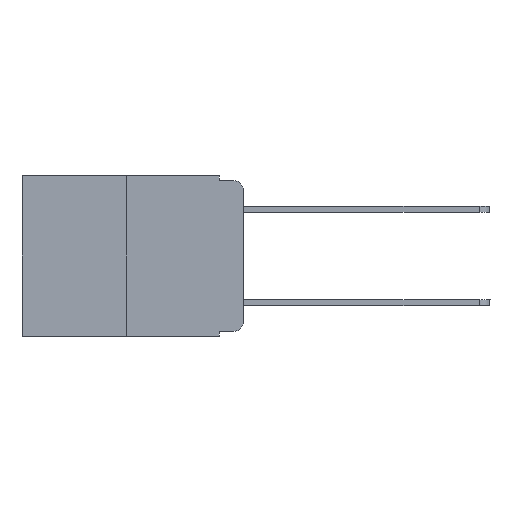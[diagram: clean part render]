
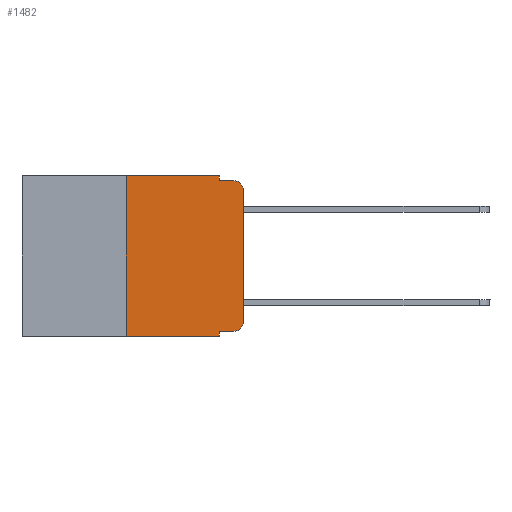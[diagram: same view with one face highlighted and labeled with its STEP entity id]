
A CAD part, left-side view. The second image highlights one B-rep face of the part: STEP entity #1482.
In plain terms, the highlighted planar face has unit normal (-1, 0, 0).
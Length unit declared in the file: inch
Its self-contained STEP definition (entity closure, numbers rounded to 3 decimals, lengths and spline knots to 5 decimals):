
#133 = DIRECTION ( 'NONE',  ( 0., 0., 1. ) ) ;
#543 = DIRECTION ( 'NONE',  ( 0., 0., -1. ) ) ;
#640 = ORIENTED_EDGE ( 'NONE', *, *, #15036, .F. ) ;
#777 = LINE ( 'NONE', #10077, #2343 ) ;
#840 = CARTESIAN_POINT ( 'NONE',  ( 0., 0.02, -0.333 ) ) ;
#927 = VERTEX_POINT ( 'NONE', #9210 ) ;
#931 = EDGE_LOOP ( 'NONE', ( #9916, #4654, #7576, #640, #10448, #12743, #9914, #5827, #13276, #12397 ) ) ;
#983 = DIRECTION ( 'NONE',  ( 0., -1., 0. ) ) ;
#1130 = DIRECTION ( 'NONE',  ( -1., 0., 0. ) ) ;
#1234 = VERTEX_POINT ( 'NONE', #1525 ) ;
#1369 = VERTEX_POINT ( 'NONE', #840 ) ;
#1444 = VECTOR ( 'NONE', #5433, 39.37008 ) ;
#1482 = ADVANCED_FACE ( 'NONE', ( #2340 ), #11322, .F. ) ;
#1525 = CARTESIAN_POINT ( 'NONE',  ( 0., 0.02, -0.01 ) ) ;
#1562 = AXIS2_PLACEMENT_3D ( 'NONE', #3371, #1130, #4931 ) ;
#1724 = DIRECTION ( 'NONE',  ( 0., -1., 0. ) ) ;
#1845 = VECTOR ( 'NONE', #133, 39.37008 ) ;
#2340 = FACE_OUTER_BOUND ( 'NONE', #931, .T. ) ;
#2343 = VECTOR ( 'NONE', #9522, 39.37008 ) ;
#2413 = VECTOR ( 'NONE', #8515, 39.37008 ) ;
#2694 = AXIS2_PLACEMENT_3D ( 'NONE', #14785, #13786, #16112 ) ;
#2806 = EDGE_CURVE ( 'NONE', #16007, #3296, #777, .T. ) ;
#2898 = CARTESIAN_POINT ( 'NONE',  ( 0., 0.051, -0.333 ) ) ;
#3284 = CIRCLE ( 'NONE', #4202, 0.02 ) ;
#3296 = VERTEX_POINT ( 'NONE', #5450 ) ;
#3298 = VECTOR ( 'NONE', #983, 39.37008 ) ;
#3371 = CARTESIAN_POINT ( 'NONE',  ( 0., 0.02, -0.313 ) ) ;
#3395 = EDGE_CURVE ( 'NONE', #12334, #1369, #10308, .T. ) ;
#3613 = EDGE_CURVE ( 'NONE', #1369, #16007, #10785, .T. ) ;
#3717 = CARTESIAN_POINT ( 'NONE',  ( 0., 0.051, 0. ) ) ;
#3801 = DIRECTION ( 'NONE',  ( 0., 0., -1. ) ) ;
#3987 = EDGE_CURVE ( 'NONE', #3296, #1234, #3284, .T. ) ;
#4202 = AXIS2_PLACEMENT_3D ( 'NONE', #15656, #11846, #543 ) ;
#4228 = EDGE_CURVE ( 'NONE', #15129, #927, #5241, .T. ) ;
#4467 = LINE ( 'NONE', #4711, #2413 ) ;
#4654 = ORIENTED_EDGE ( 'NONE', *, *, #3987, .T. ) ;
#4711 = CARTESIAN_POINT ( 'NONE',  ( 0., 0.051, 0. ) ) ;
#4931 = DIRECTION ( 'NONE',  ( 0., 0., -1. ) ) ;
#5141 = VECTOR ( 'NONE', #1724, 39.37008 ) ;
#5241 = LINE ( 'NONE', #11264, #1845 ) ;
#5264 = LINE ( 'NONE', #13090, #1444 ) ;
#5433 = DIRECTION ( 'NONE',  ( 0., -1., 0. ) ) ;
#5450 = CARTESIAN_POINT ( 'NONE',  ( 0., 0., -0.03 ) ) ;
#5827 = ORIENTED_EDGE ( 'NONE', *, *, #15190, .F. ) ;
#5928 = CARTESIAN_POINT ( 'NONE',  ( 0., 0.473, -0.343 ) ) ;
#6127 = EDGE_CURVE ( 'NONE', #11820, #1234, #5264, .T. ) ;
#6638 = CARTESIAN_POINT ( 'NONE',  ( 0., 0.051, -0.01 ) ) ;
#6756 = VERTEX_POINT ( 'NONE', #13386 ) ;
#6917 = CARTESIAN_POINT ( 'NONE',  ( 0., 0.473, 0. ) ) ;
#7576 = ORIENTED_EDGE ( 'NONE', *, *, #6127, .F. ) ;
#7781 = CARTESIAN_POINT ( 'NONE',  ( 0., 0.25, -0.343 ) ) ;
#7995 = LINE ( 'NONE', #6917, #5141 ) ;
#8515 = DIRECTION ( 'NONE',  ( 0., 0., -1. ) ) ;
#8929 = VECTOR ( 'NONE', #12940, 39.37008 ) ;
#9210 = CARTESIAN_POINT ( 'NONE',  ( 0., 0.25, 0. ) ) ;
#9522 = DIRECTION ( 'NONE',  ( 0., 0., 1. ) ) ;
#9914 = ORIENTED_EDGE ( 'NONE', *, *, #11208, .T. ) ;
#9916 = ORIENTED_EDGE ( 'NONE', *, *, #2806, .T. ) ;
#10077 = CARTESIAN_POINT ( 'NONE',  ( 0., 0., 0. ) ) ;
#10308 = LINE ( 'NONE', #2898, #8929 ) ;
#10448 = ORIENTED_EDGE ( 'NONE', *, *, #11499, .F. ) ;
#10785 = CIRCLE ( 'NONE', #1562, 0.02 ) ;
#10794 = CARTESIAN_POINT ( 'NONE',  ( 0., 0., -0.313 ) ) ;
#11208 = EDGE_CURVE ( 'NONE', #15129, #6756, #12352, .T. ) ;
#11264 = CARTESIAN_POINT ( 'NONE',  ( 0., 0.25, 0. ) ) ;
#11322 = PLANE ( 'NONE',  #2694 ) ;
#11499 = EDGE_CURVE ( 'NONE', #927, #11683, #7995, .T. ) ;
#11683 = VERTEX_POINT ( 'NONE', #15746 ) ;
#11803 = CARTESIAN_POINT ( 'NONE',  ( 0., 0.051, -0.333 ) ) ;
#11820 = VERTEX_POINT ( 'NONE', #6638 ) ;
#11846 = DIRECTION ( 'NONE',  ( -1., 0., 0. ) ) ;
#11906 = VECTOR ( 'NONE', #3801, 39.37008 ) ;
#12334 = VERTEX_POINT ( 'NONE', #11803 ) ;
#12352 = LINE ( 'NONE', #5928, #3298 ) ;
#12397 = ORIENTED_EDGE ( 'NONE', *, *, #3613, .T. ) ;
#12743 = ORIENTED_EDGE ( 'NONE', *, *, #4228, .F. ) ;
#12793 = LINE ( 'NONE', #3717, #11906 ) ;
#12940 = DIRECTION ( 'NONE',  ( 0., -1., 0. ) ) ;
#13090 = CARTESIAN_POINT ( 'NONE',  ( 0., 0.051, -0.01 ) ) ;
#13276 = ORIENTED_EDGE ( 'NONE', *, *, #3395, .T. ) ;
#13386 = CARTESIAN_POINT ( 'NONE',  ( 0., 0.051, -0.343 ) ) ;
#13786 = DIRECTION ( 'NONE',  ( 1., 0., 0. ) ) ;
#14785 = CARTESIAN_POINT ( 'NONE',  ( 0., 0.473, 0. ) ) ;
#15036 = EDGE_CURVE ( 'NONE', #11683, #11820, #4467, .T. ) ;
#15129 = VERTEX_POINT ( 'NONE', #7781 ) ;
#15190 = EDGE_CURVE ( 'NONE', #12334, #6756, #12793, .T. ) ;
#15656 = CARTESIAN_POINT ( 'NONE',  ( 0., 0.02, -0.03 ) ) ;
#15746 = CARTESIAN_POINT ( 'NONE',  ( 0., 0.051, 0. ) ) ;
#16007 = VERTEX_POINT ( 'NONE', #10794 ) ;
#16112 = DIRECTION ( 'NONE',  ( 0., 0., -1. ) ) ;
